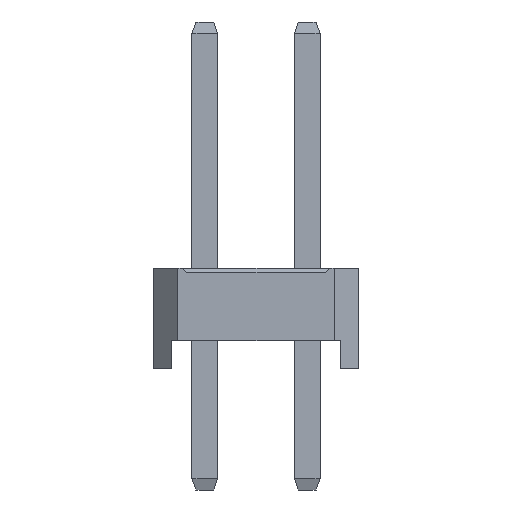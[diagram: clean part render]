
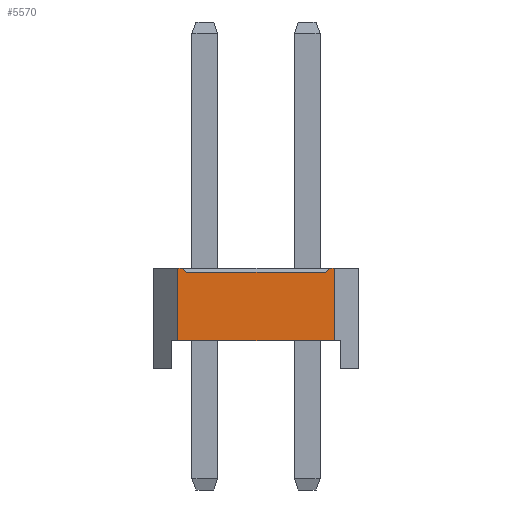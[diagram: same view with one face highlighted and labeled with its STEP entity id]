
A CAD part, left-side view. The second image highlights one B-rep face of the part: STEP entity #5570.
In plain terms, the highlighted planar face has unit normal (-1, 0, 0).
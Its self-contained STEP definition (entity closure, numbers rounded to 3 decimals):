
#5570=ADVANCED_FACE('',(#22696),#22698,.T.);
#22696=FACE_BOUND('',#22697,.T.);
#22697=EDGE_LOOP('',(#36081,#36082,#36083,#36084,#36085,#36086,#36087,#36088));
#22698=PLANE('',#22699);
#22699=AXIS2_PLACEMENT_3D('',#22700,#22701,#22702);
#22700=CARTESIAN_POINT('',(-1.27,3.21,0.));
#22701=DIRECTION('',(-1.,0.,0.));
#22702=DIRECTION('',(0.,-1.,0.));
#36081=ORIENTED_EDGE('',*,*,#44410,.F.);
#36082=ORIENTED_EDGE('',*,*,#44411,.T.);
#36083=ORIENTED_EDGE('',*,*,#44412,.F.);
#36084=ORIENTED_EDGE('',*,*,#42596,.F.);
#36085=ORIENTED_EDGE('',*,*,#44413,.F.);
#36086=ORIENTED_EDGE('',*,*,#41932,.T.);
#36087=ORIENTED_EDGE('',*,*,#44409,.T.);
#36088=ORIENTED_EDGE('',*,*,#42600,.F.);
#41932=EDGE_CURVE('',#46712,#46710,#46713,.T.);
#42596=EDGE_CURVE('',#48038,#48040,#48041,.T.);
#42600=EDGE_CURVE('',#48046,#48048,#48049,.T.);
#44409=EDGE_CURVE('',#46710,#48048,#51053,.T.);
#44410=EDGE_CURVE('',#51054,#48046,#51055,.F.);
#44411=EDGE_CURVE('',#51054,#51056,#51057,.T.);
#44412=EDGE_CURVE('',#48040,#51056,#51058,.F.);
#44413=EDGE_CURVE('',#46712,#48038,#51059,.T.);
#46710=VERTEX_POINT('',#54466);
#46712=VERTEX_POINT('',#54470);
#46713=LINE('',#54471,#54472);
#48038=VERTEX_POINT('',#57122);
#48040=VERTEX_POINT('',#57126);
#48041=LINE('',#57127,#57128);
#48046=VERTEX_POINT('',#57138);
#48048=VERTEX_POINT('',#57142);
#48049=LINE('',#57143,#57144);
#51053=LINE('',#63765,#63766);
#51054=VERTEX_POINT('',#63768);
#51055=LINE('',#63769,#63770);
#51056=VERTEX_POINT('',#63772);
#51057=LINE('',#63773,#63774);
#51058=LINE('',#63776,#63777);
#51059=LINE('',#63779,#63780);
#54466=CARTESIAN_POINT('',(-1.27,-0.67,0.7));
#54470=CARTESIAN_POINT('',(-1.27,3.21,0.7));
#54471=CARTESIAN_POINT('',(-1.27,3.21,0.7));
#54472=VECTOR('',#54473,1.);
#54473=DIRECTION('',(0.,-1.,0.));
#57122=CARTESIAN_POINT('',(-1.27,3.21,2.5));
#57126=CARTESIAN_POINT('',(-1.27,3.09,2.5));
#57127=CARTESIAN_POINT('',(-1.27,3.21,2.5));
#57128=VECTOR('',#57129,1.);
#57129=DIRECTION('',(0.,-1.,0.));
#57138=CARTESIAN_POINT('',(-1.27,-0.55,2.5));
#57142=CARTESIAN_POINT('',(-1.27,-0.67,2.5));
#57143=CARTESIAN_POINT('',(-1.27,-0.55,2.5));
#57144=VECTOR('',#57145,1.);
#57145=DIRECTION('',(0.,-1.,0.));
#63765=CARTESIAN_POINT('',(-1.27,-0.67,0.7));
#63766=VECTOR('',#63767,1.);
#63767=DIRECTION('',(0.,0.,1.));
#63768=CARTESIAN_POINT('',(-1.27,-0.45,2.4));
#63769=CARTESIAN_POINT('',(-1.27,-0.55,2.5));
#63770=VECTOR('',#63771,1.);
#63771=DIRECTION('',(0.,0.707,-0.707));
#63772=CARTESIAN_POINT('',(-1.27,2.99,2.4));
#63773=CARTESIAN_POINT('',(-1.27,-0.45,2.4));
#63774=VECTOR('',#63775,1.);
#63775=DIRECTION('',(0.,1.,0.));
#63776=CARTESIAN_POINT('',(-1.27,2.99,2.4));
#63777=VECTOR('',#63778,1.);
#63778=DIRECTION('',(0.,0.707,0.707));
#63779=CARTESIAN_POINT('',(-1.27,3.21,0.7));
#63780=VECTOR('',#63781,1.);
#63781=DIRECTION('',(0.,0.,1.));
